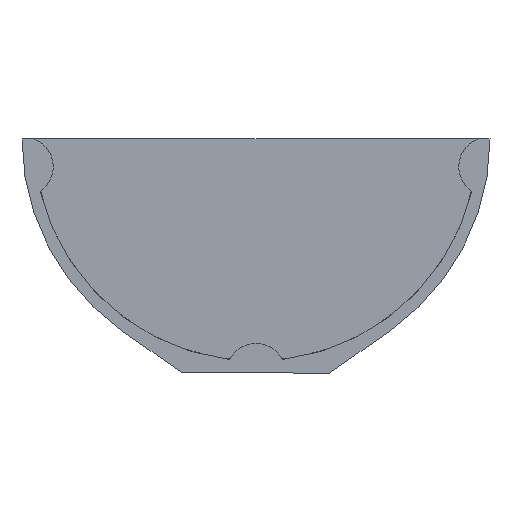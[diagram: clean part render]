
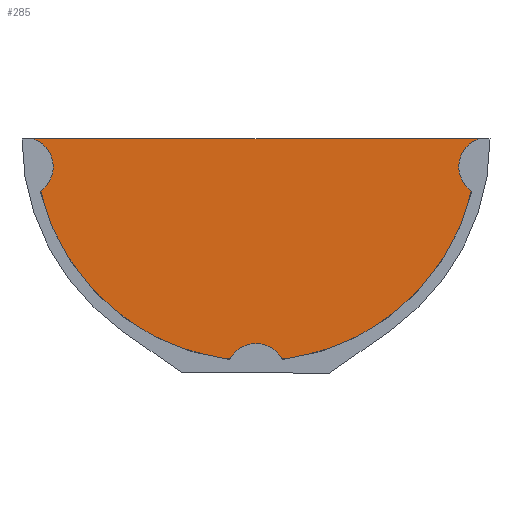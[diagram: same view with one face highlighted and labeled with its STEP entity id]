
A CAD part, front view. The second image highlights one B-rep face of the part: STEP entity #285.
In plain terms, the highlighted planar face has unit normal (0, -1, 0).
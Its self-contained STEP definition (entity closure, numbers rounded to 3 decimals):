
#36=CIRCLE('',#330,22.55);
#49=FACE_OUTER_BOUND('',#65,.T.);
#65=EDGE_LOOP('',(#243,#244));
#90=LINE('',#502,#114);
#114=VECTOR('',#416,10.);
#141=VERTEX_POINT('',#496);
#142=VERTEX_POINT('',#497);
#177=EDGE_CURVE('',#141,#142,#36,.T.);
#180=EDGE_CURVE('',#142,#141,#90,.T.);
#243=ORIENTED_EDGE('',*,*,#177,.T.);
#244=ORIENTED_EDGE('',*,*,#180,.T.);
#271=PLANE('',#331);
#285=ADVANCED_FACE('',(#49),#271,.T.);
#330=AXIS2_PLACEMENT_3D('',#498,#410,#411);
#331=AXIS2_PLACEMENT_3D('',#501,#414,#415);
#410=DIRECTION('center_axis',(0.,-1.,0.));
#411=DIRECTION('ref_axis',(-1.,0.,0.));
#414=DIRECTION('center_axis',(0.,-1.,0.));
#415=DIRECTION('ref_axis',(1.,0.,0.));
#416=DIRECTION('',(-1.,0.,0.));
#496=CARTESIAN_POINT('',(-22.55,-21.75,26.95));
#497=CARTESIAN_POINT('',(22.55,-21.75,26.95));
#498=CARTESIAN_POINT('Origin',(0.,-21.75,26.95));
#501=CARTESIAN_POINT('Origin',(0.,-21.75,15.075));
#502=CARTESIAN_POINT('',(23.75,-21.75,26.95));
